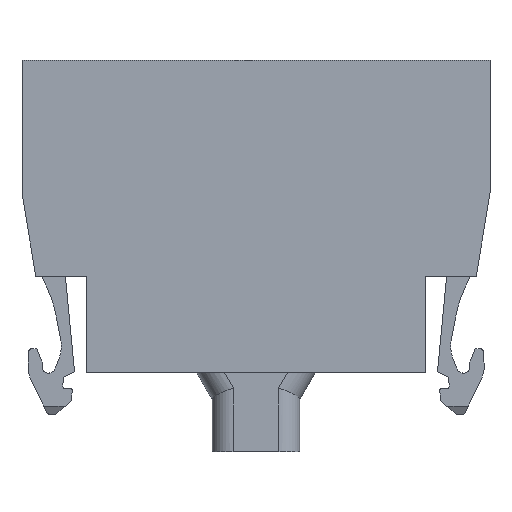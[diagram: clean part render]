
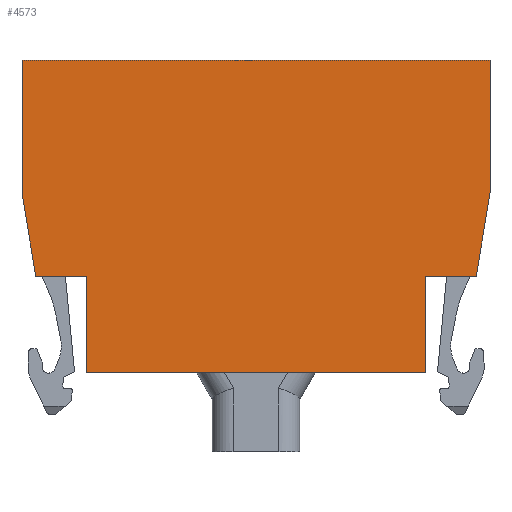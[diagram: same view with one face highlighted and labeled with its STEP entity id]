
A CAD part, left-side view. The second image highlights one B-rep face of the part: STEP entity #4573.
In plain terms, the highlighted planar face has unit normal (-1, 0, 0).
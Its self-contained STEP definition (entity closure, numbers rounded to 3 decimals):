
#3485=CARTESIAN_POINT('',(0.,39.,26.));
#3486=VERTEX_POINT('',#3485);
#3493=CARTESIAN_POINT('',(0.,0.,26.));
#3494=VERTEX_POINT('',#3493);
#3495=CARTESIAN_POINT('',(0.,39.,26.));
#3496=DIRECTION('',(0.,-1.,0.));
#3497=VECTOR('',#3496,39.);
#3498=LINE('',#3495,#3497);
#3499=EDGE_CURVE('',#3486,#3494,#3498,.T.);
#3669=CARTESIAN_POINT('',(0.,5.4,0.));
#3670=VERTEX_POINT('',#3669);
#3671=CARTESIAN_POINT('',(0.,33.6,0.));
#3672=VERTEX_POINT('',#3671);
#3673=CARTESIAN_POINT('',(0.,5.4,0.));
#3674=DIRECTION('',(0.,1.,0.));
#3675=VECTOR('',#3674,28.2);
#3676=LINE('',#3673,#3675);
#3677=EDGE_CURVE('',#3670,#3672,#3676,.T.);
#3812=CARTESIAN_POINT('',(0.,5.4,8.));
#3813=VERTEX_POINT('',#3812);
#3814=CARTESIAN_POINT('',(0.,5.4,8.));
#3815=DIRECTION('',(0.,0.,-1.));
#3816=VECTOR('',#3815,8.);
#3817=LINE('',#3814,#3816);
#3818=EDGE_CURVE('',#3813,#3670,#3817,.T.);
#3877=CARTESIAN_POINT('',(0.,1.152,8.));
#3878=VERTEX_POINT('',#3877);
#3879=CARTESIAN_POINT('',(0.,1.152,8.));
#3880=DIRECTION('',(0.,1.,0.));
#3881=VECTOR('',#3880,4.248);
#3882=LINE('',#3879,#3881);
#3883=EDGE_CURVE('',#3878,#3813,#3882,.T.);
#3908=CARTESIAN_POINT('',(0.,0.,15.));
#3909=VERTEX_POINT('',#3908);
#3910=CARTESIAN_POINT('',(0.,0.,15.));
#3911=DIRECTION('',(0.,0.162,-0.987));
#3912=VECTOR('',#3911,7.094);
#3913=LINE('',#3910,#3912);
#3914=EDGE_CURVE('',#3909,#3878,#3913,.T.);
#3963=CARTESIAN_POINT('',(0.,0.,26.));
#3964=DIRECTION('',(0.,0.,-1.));
#3965=VECTOR('',#3964,11.);
#3966=LINE('',#3963,#3965);
#3967=EDGE_CURVE('',#3494,#3909,#3966,.T.);
#4530=CARTESIAN_POINT('',(0.,0.,0.));
#4531=DIRECTION('',(1.,0.,0.));
#4532=DIRECTION('',(0.,0.,-1.));
#4533=AXIS2_PLACEMENT_3D('',#4530,#4531,#4532);
#4534=PLANE('',#4533);
#4535=ORIENTED_EDGE('',*,*,#3499,.F.);
#4536=CARTESIAN_POINT('',(0.,39.,15.));
#4537=VERTEX_POINT('',#4536);
#4538=CARTESIAN_POINT('',(0.,39.,15.));
#4539=DIRECTION('',(0.,0.,1.));
#4540=VECTOR('',#4539,11.);
#4541=LINE('',#4538,#4540);
#4542=EDGE_CURVE('',#4537,#3486,#4541,.T.);
#4543=ORIENTED_EDGE('',*,*,#4542,.F.);
#4544=CARTESIAN_POINT('',(0.,37.848,8.));
#4545=VERTEX_POINT('',#4544);
#4546=CARTESIAN_POINT('',(0.,37.848,8.));
#4547=DIRECTION('',(0.,0.162,0.987));
#4548=VECTOR('',#4547,7.094);
#4549=LINE('',#4546,#4548);
#4550=EDGE_CURVE('',#4545,#4537,#4549,.T.);
#4551=ORIENTED_EDGE('',*,*,#4550,.F.);
#4552=CARTESIAN_POINT('',(0.,33.6,8.));
#4553=VERTEX_POINT('',#4552);
#4554=CARTESIAN_POINT('',(0.,33.6,8.));
#4555=DIRECTION('',(0.,1.,0.));
#4556=VECTOR('',#4555,4.248);
#4557=LINE('',#4554,#4556);
#4558=EDGE_CURVE('',#4553,#4545,#4557,.T.);
#4559=ORIENTED_EDGE('',*,*,#4558,.F.);
#4560=CARTESIAN_POINT('',(0.,33.6,0.));
#4561=DIRECTION('',(0.,0.,1.));
#4562=VECTOR('',#4561,8.);
#4563=LINE('',#4560,#4562);
#4564=EDGE_CURVE('',#3672,#4553,#4563,.T.);
#4565=ORIENTED_EDGE('',*,*,#4564,.F.);
#4566=ORIENTED_EDGE('',*,*,#3677,.F.);
#4567=ORIENTED_EDGE('',*,*,#3818,.F.);
#4568=ORIENTED_EDGE('',*,*,#3883,.F.);
#4569=ORIENTED_EDGE('',*,*,#3914,.F.);
#4570=ORIENTED_EDGE('',*,*,#3967,.F.);
#4571=EDGE_LOOP('',(#4535,#4543,#4551,#4559,#4565,#4566,#4567,#4568,#4569,#4570));
#4572=FACE_BOUND('',#4571,.T.);
#4573=ADVANCED_FACE('',(#4572),#4534,.F.);
